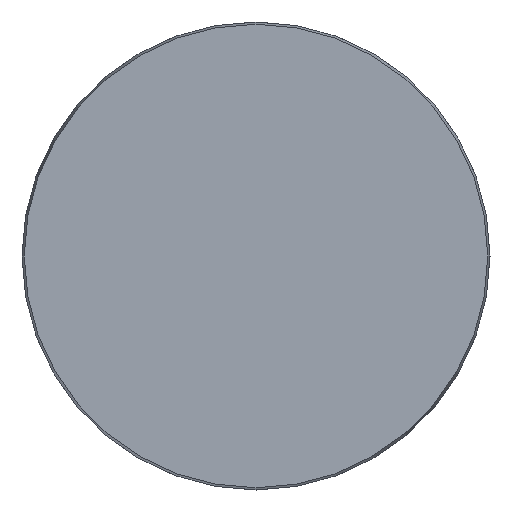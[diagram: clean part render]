
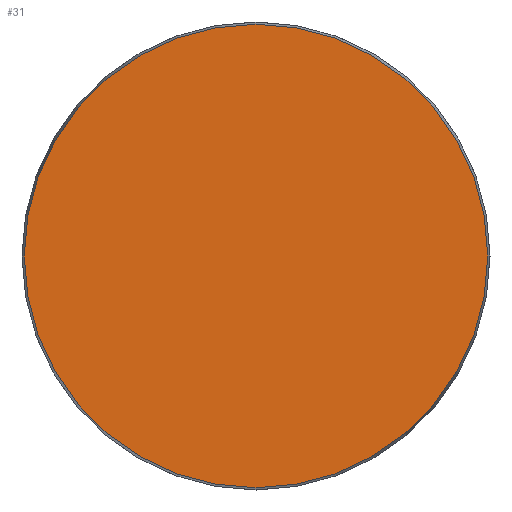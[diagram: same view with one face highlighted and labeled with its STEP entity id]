
A CAD part, front view. The second image highlights one B-rep face of the part: STEP entity #31.
In plain terms, the highlighted planar face has unit normal (0, -1, 0).
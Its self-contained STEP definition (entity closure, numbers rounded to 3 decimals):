
#16 = AXIS2_PLACEMENT_3D ( 'NONE', #406, #205, #493 ) ;
#18 = DIRECTION ( 'NONE',  ( 0., 1., 0. ) ) ;
#31 = ADVANCED_FACE ( 'NONE', ( #402 ), #187, .F. ) ;
#60 = CARTESIAN_POINT ( 'NONE',  ( -58.425, 0., 0. ) ) ;
#88 = EDGE_LOOP ( 'NONE', ( #121 ) ) ;
#121 = ORIENTED_EDGE ( 'NONE', *, *, #197, .T. ) ;
#187 = PLANE ( 'NONE',  #421 ) ;
#197 = EDGE_CURVE ( 'NONE', #323, #323, #359, .T. ) ;
#205 = DIRECTION ( 'NONE',  ( 0., -1., 0. ) ) ;
#229 = CARTESIAN_POINT ( 'NONE',  ( 0., 0., -58.425 ) ) ;
#323 = VERTEX_POINT ( 'NONE', #229 ) ;
#359 = CIRCLE ( 'NONE', #16, 58.425 ) ;
#402 = FACE_OUTER_BOUND ( 'NONE', #88, .T. ) ;
#406 = CARTESIAN_POINT ( 'NONE',  ( 0., 0., 0. ) ) ;
#421 = AXIS2_PLACEMENT_3D ( 'NONE', #60, #18, #443 ) ;
#443 = DIRECTION ( 'NONE',  ( 0., 0., 1. ) ) ;
#493 = DIRECTION ( 'NONE',  ( 0., 0., -1. ) ) ;
